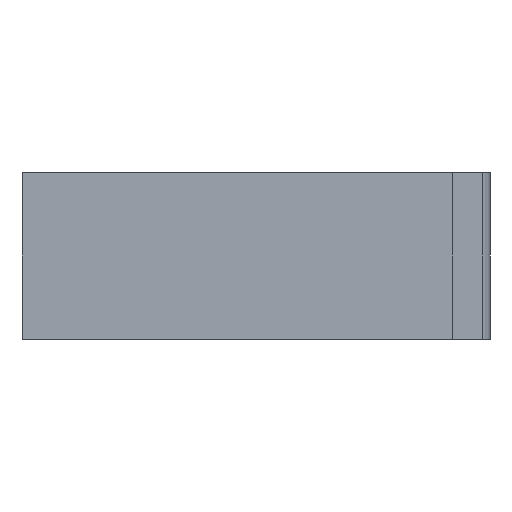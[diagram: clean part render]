
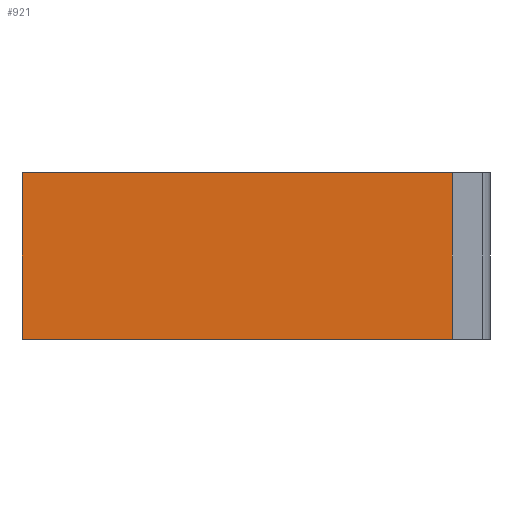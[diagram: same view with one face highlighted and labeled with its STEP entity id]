
A CAD part, front view. The second image highlights one B-rep face of the part: STEP entity #921.
In plain terms, the highlighted planar face has unit normal (0, -1, 0).
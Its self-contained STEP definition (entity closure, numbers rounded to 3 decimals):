
#2 = CARTESIAN_POINT ( 'NONE',  ( 0., -13.536, 6.35 ) ) ;
#63 = VERTEX_POINT ( 'NONE', #1870 ) ;
#98 = DIRECTION ( 'NONE',  ( 0., 1., 0. ) ) ;
#137 = EDGE_CURVE ( 'NONE', #1493, #567, #448, .T. ) ;
#140 = DIRECTION ( 'NONE',  ( 0., 0., -1. ) ) ;
#333 = EDGE_CURVE ( 'NONE', #567, #1301, #628, .T. ) ;
#375 = EDGE_CURVE ( 'NONE', #1493, #63, #834, .T. ) ;
#407 = ORIENTED_EDGE ( 'NONE', *, *, #137, .T. ) ;
#448 = LINE ( 'NONE', #2, #1522 ) ;
#472 = AXIS2_PLACEMENT_3D ( 'NONE', #1782, #98, #1904 ) ;
#567 = VERTEX_POINT ( 'NONE', #1488 ) ;
#628 = LINE ( 'NONE', #1204, #1312 ) ;
#782 = CARTESIAN_POINT ( 'NONE',  ( 0., -13.536, 6.35 ) ) ;
#834 = LINE ( 'NONE', #1438, #1596 ) ;
#903 = CARTESIAN_POINT ( 'NONE',  ( 16.372, -13.536, 6.35 ) ) ;
#921 = ADVANCED_FACE ( 'NONE', ( #1308 ), #1296, .F. ) ;
#978 = ORIENTED_EDGE ( 'NONE', *, *, #375, .F. ) ;
#1143 = ORIENTED_EDGE ( 'NONE', *, *, #333, .T. ) ;
#1204 = CARTESIAN_POINT ( 'NONE',  ( 0., -13.536, 0. ) ) ;
#1267 = DIRECTION ( 'NONE',  ( 1., 0., 0. ) ) ;
#1296 = PLANE ( 'NONE',  #472 ) ;
#1301 = VERTEX_POINT ( 'NONE', #1670 ) ;
#1308 = FACE_OUTER_BOUND ( 'NONE', #1925, .T. ) ;
#1312 = VECTOR ( 'NONE', #1387, 1000. ) ;
#1326 = EDGE_CURVE ( 'NONE', #63, #1301, #1660, .T. ) ;
#1387 = DIRECTION ( 'NONE',  ( 1., 0., 0. ) ) ;
#1438 = CARTESIAN_POINT ( 'NONE',  ( 16.372, -13.536, 6.35 ) ) ;
#1488 = CARTESIAN_POINT ( 'NONE',  ( 0., -13.536, 0. ) ) ;
#1493 = VERTEX_POINT ( 'NONE', #782 ) ;
#1508 = DIRECTION ( 'NONE',  ( 0., 0., -1. ) ) ;
#1522 = VECTOR ( 'NONE', #140, 1000. ) ;
#1596 = VECTOR ( 'NONE', #1267, 1000. ) ;
#1603 = VECTOR ( 'NONE', #1508, 1000. ) ;
#1660 = LINE ( 'NONE', #903, #1603 ) ;
#1670 = CARTESIAN_POINT ( 'NONE',  ( 16.372, -13.536, 0. ) ) ;
#1752 = ORIENTED_EDGE ( 'NONE', *, *, #1326, .F. ) ;
#1782 = CARTESIAN_POINT ( 'NONE',  ( 0., -13.536, 6.35 ) ) ;
#1870 = CARTESIAN_POINT ( 'NONE',  ( 16.372, -13.536, 6.35 ) ) ;
#1904 = DIRECTION ( 'NONE',  ( 0., 0., 1. ) ) ;
#1925 = EDGE_LOOP ( 'NONE', ( #1143, #1752, #978, #407 ) ) ;
